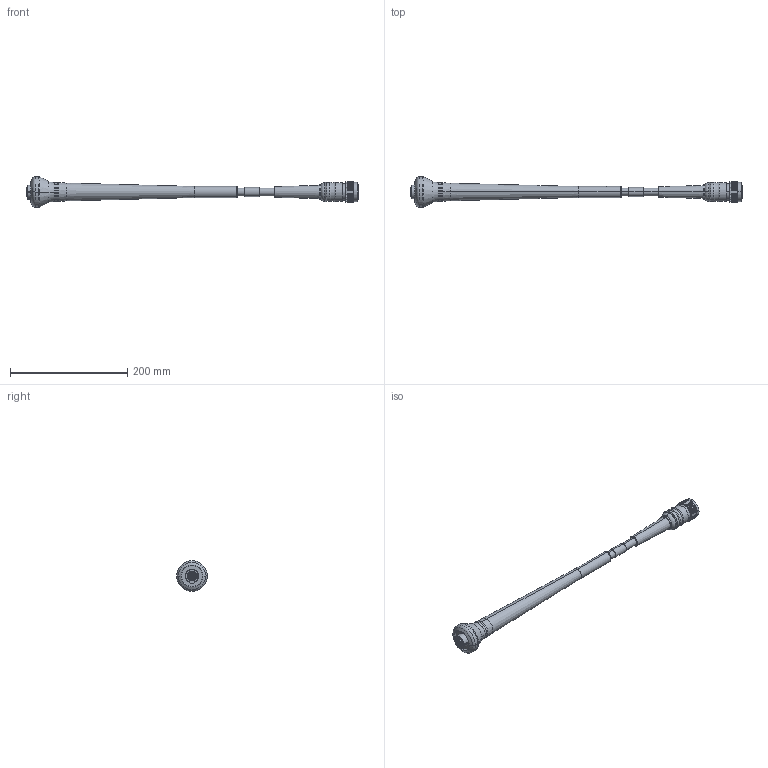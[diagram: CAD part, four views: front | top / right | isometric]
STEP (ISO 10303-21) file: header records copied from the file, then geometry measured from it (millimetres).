
FILE_DESCRIPTION((''),'2;1');
FILE_NAME('20C107600_SW0001','2023-01-11T10:58:48',('FDR0718'),(''),'CREO PARAMETRIC BY PTC INC, 2017380','CREO PARAMETRIC BY PTC INC, 2017380','');
FILE_SCHEMA(('CONFIG_CONTROL_DESIGN'));
Length unit declared in the file: inch
Products named in the file (1): 20C107600_SW0001
Bounding box: 567.31 x 52.07 x 52.07 mm (x, y, z)
Volume: 234271 mm3; surface area: 68208.7 mm2
Topology: 2 solids, 2 shells, 376 faces, 932 edges, 612 vertices
Faces by surface type: cylinder 200, plane 101, cone 48, torus 19, bspline 6, revolution 2
Entity records: 11832 total; most frequent: CARTESIAN_POINT 2404, DIRECTION 2158, ORIENTED_EDGE 1864, EDGE_CURVE 932, AXIS2_PLACEMENT_3D 888, VERTEX_POINT 612, CIRCLE 520, EDGE_LOOP 428
